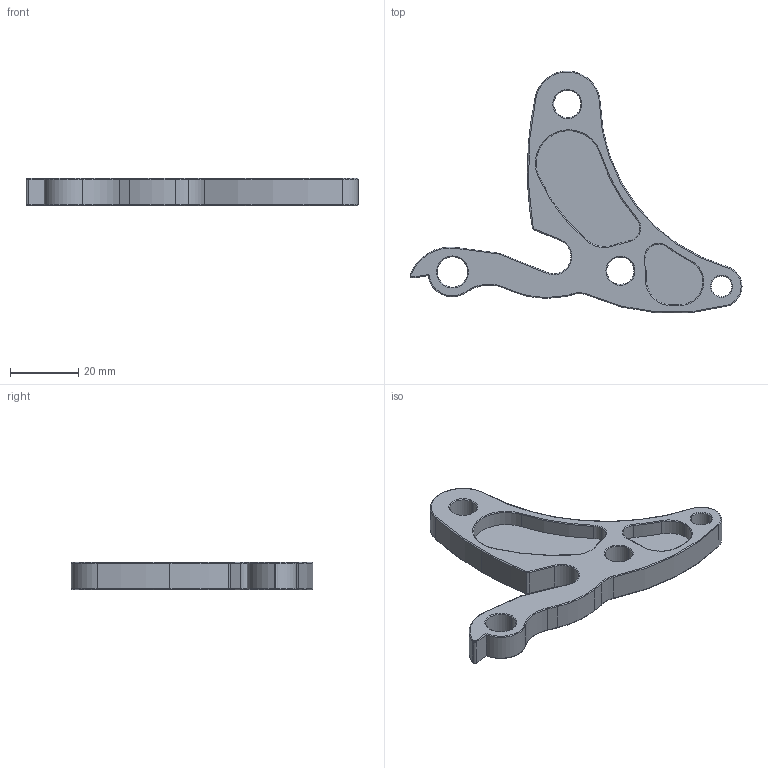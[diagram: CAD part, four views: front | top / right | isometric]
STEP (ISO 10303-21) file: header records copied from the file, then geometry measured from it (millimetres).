
FILE_DESCRIPTION (( 'STEP AP214' ), '1' );
FILE_NAME ('DR4015.STEP', '2018-11-19T18:04:31', ( 'JeffCAD' ), ( 'Microsoft' ), 'SwSTEP 2.0', 'SolidWorks 2018', '' );
FILE_SCHEMA (( 'AUTOMOTIVE_DESIGN' ));
Length unit declared in the file: inch
Products named in the file (1): DR4015
Bounding box: 97.33 x 70.85 x 8 mm (x, y, z)
Volume: 15014 mm3; surface area: 8602.1 mm2
Topology: 1 solids, 1 shells, 119 faces, 277 edges, 162 vertices
Faces by surface type: cylinder 48, torus 44, cone 16, plane 11
Entity records: 3489 total; most frequent: DIRECTION 693, CARTESIAN_POINT 599, ORIENTED_EDGE 554, AXIS2_PLACEMENT_3D 304, EDGE_CURVE 277, CIRCLE 184, VERTEX_POINT 162, EDGE_LOOP 129
